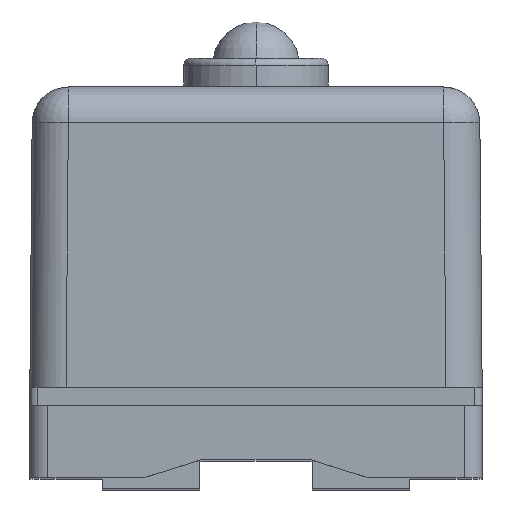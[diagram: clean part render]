
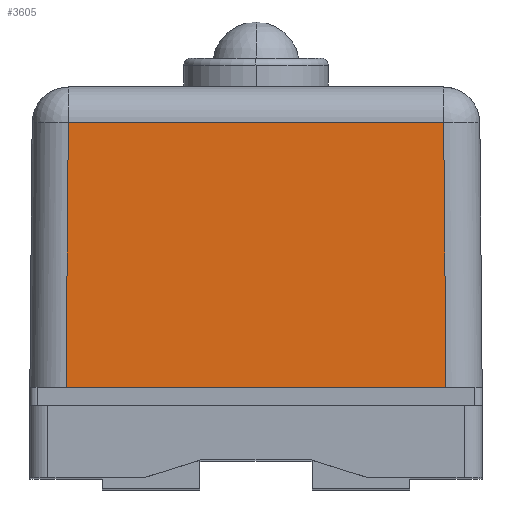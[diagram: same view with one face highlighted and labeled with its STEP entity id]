
A CAD part, top view. The second image highlights one B-rep face of the part: STEP entity #3605.
In plain terms, the highlighted planar face has unit normal (0, 0.009, 1).
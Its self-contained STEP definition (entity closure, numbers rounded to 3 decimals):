
#397=DIRECTION('',(-1.,0.,0.));
#398=VECTOR('',#397,10.5);
#399=CARTESIAN_POINT('',(5.25,2.5,13.25));
#400=LINE('',#399,#398);
#1181=DIRECTION('',(-1.,0.,0.));
#1182=VECTOR('',#1181,10.373);
#1183=CARTESIAN_POINT('',(5.186,9.809,13.186));
#1184=LINE('',#1183,#1182);
#1185=DIRECTION('',(0.009,-1.,0.009));
#1186=VECTOR('',#1185,7.309);
#1187=CARTESIAN_POINT('',(5.186,9.809,13.186));
#1188=LINE('',#1187,#1186);
#1189=DIRECTION('',(-0.009,-1.,0.009));
#1190=VECTOR('',#1189,7.309);
#1191=CARTESIAN_POINT('',(-5.186,9.809,13.186));
#1192=LINE('',#1191,#1190);
#1439=CARTESIAN_POINT('',(5.186,9.809,13.186));
#1440=CARTESIAN_POINT('',(-5.186,9.809,13.186));
#1441=VERTEX_POINT('',#1439);
#1442=VERTEX_POINT('',#1440);
#1487=CARTESIAN_POINT('',(5.25,2.5,13.25));
#1488=CARTESIAN_POINT('',(-5.25,2.5,13.25));
#1489=VERTEX_POINT('',#1487);
#1490=VERTEX_POINT('',#1488);
#3593=CARTESIAN_POINT('',(-6.25,2.5,13.25));
#3594=DIRECTION('',(0.,0.009,1.));
#3595=DIRECTION('',(1.,0.,0.));
#3596=AXIS2_PLACEMENT_3D('',#3593,#3594,#3595);
#3597=PLANE('',#3596);
#3598=ORIENTED_EDGE('',*,*,#3584,.F.);
#3600=ORIENTED_EDGE('',*,*,#3599,.T.);
#3601=ORIENTED_EDGE('',*,*,#2228,.T.);
#3602=ORIENTED_EDGE('',*,*,#2321,.F.);
#3603=EDGE_LOOP('',(#3598,#3600,#3601,#3602));
#3604=FACE_OUTER_BOUND('',#3603,.F.);
#2228=EDGE_CURVE('',#1489,#1490,#400,.T.);
#2321=EDGE_CURVE('',#1442,#1490,#1192,.T.);
#3584=EDGE_CURVE('',#1441,#1442,#1184,.T.);
#3599=EDGE_CURVE('',#1441,#1489,#1188,.T.);
#3605=ADVANCED_FACE('',(#3604),#3597,.T.);
